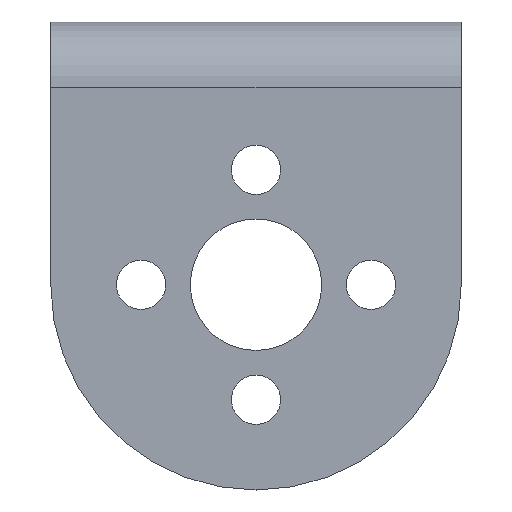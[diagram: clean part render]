
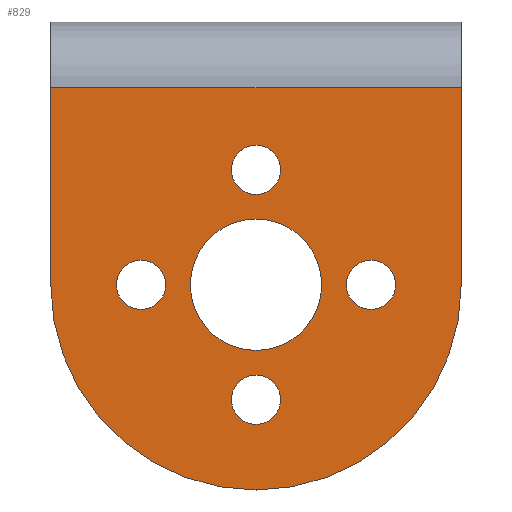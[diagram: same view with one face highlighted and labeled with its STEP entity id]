
A CAD part, front view. The second image highlights one B-rep face of the part: STEP entity #829.
In plain terms, the highlighted planar face has unit normal (0, -1, 0).
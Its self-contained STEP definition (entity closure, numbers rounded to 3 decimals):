
#26 = VERTEX_POINT ( 'NONE', #125 ) ;
#32 = LINE ( 'NONE', #189, #862 ) ;
#40 = VERTEX_POINT ( 'NONE', #752 ) ;
#48 = DIRECTION ( 'NONE',  ( 0., 0., 1. ) ) ;
#50 = AXIS2_PLACEMENT_3D ( 'NONE', #1085, #977, #441 ) ;
#54 = VERTEX_POINT ( 'NONE', #118 ) ;
#64 = DIRECTION ( 'NONE',  ( 0., 0., 1. ) ) ;
#73 = EDGE_CURVE ( 'NONE', #54, #115, #1038, .T. ) ;
#75 = DIRECTION ( 'NONE',  ( 0., 1., 0. ) ) ;
#76 = ORIENTED_EDGE ( 'NONE', *, *, #642, .T. ) ;
#99 = CARTESIAN_POINT ( 'NONE',  ( 0., -2., -16. ) ) ;
#100 = DIRECTION ( 'NONE',  ( 0., 1., 0. ) ) ;
#102 = CARTESIAN_POINT ( 'NONE',  ( -12.5, -2., -16. ) ) ;
#106 = VECTOR ( 'NONE', #366, 1000. ) ;
#108 = AXIS2_PLACEMENT_3D ( 'NONE', #1061, #1046, #1142 ) ;
#115 = VERTEX_POINT ( 'NONE', #857 ) ;
#118 = CARTESIAN_POINT ( 'NONE',  ( 12.5, -2., -16. ) ) ;
#125 = CARTESIAN_POINT ( 'NONE',  ( 0., -2., -20. ) ) ;
#131 = FACE_BOUND ( 'NONE', #225, .T. ) ;
#151 = EDGE_LOOP ( 'NONE', ( #76, #819 ) ) ;
#161 = DIRECTION ( 'NONE',  ( 0., 1., 0. ) ) ;
#162 = AXIS2_PLACEMENT_3D ( 'NONE', #1125, #1023, #1120 ) ;
#163 = CARTESIAN_POINT ( 'NONE',  ( 0., -2., -10.5 ) ) ;
#166 = CIRCLE ( 'NONE', #713, 1.5 ) ;
#173 = ORIENTED_EDGE ( 'NONE', *, *, #1154, .T. ) ;
#189 = CARTESIAN_POINT ( 'NONE',  ( 0., -2., -4. ) ) ;
#205 = CARTESIAN_POINT ( 'NONE',  ( 12.5, -2., -2. ) ) ;
#209 = CARTESIAN_POINT ( 'NONE',  ( 0., -2., -16. ) ) ;
#221 = CARTESIAN_POINT ( 'NONE',  ( 7., -2., -16. ) ) ;
#223 = FACE_BOUND ( 'NONE', #590, .T. ) ;
#225 = EDGE_LOOP ( 'NONE', ( #641, #173 ) ) ;
#231 = CARTESIAN_POINT ( 'NONE',  ( -12.5, -2., -4. ) ) ;
#237 = CARTESIAN_POINT ( 'NONE',  ( 0., -2., -16. ) ) ;
#246 = EDGE_CURVE ( 'NONE', #865, #375, #1095, .T. ) ;
#248 = CIRCLE ( 'NONE', #685, 1.5 ) ;
#255 = CARTESIAN_POINT ( 'NONE',  ( 0., -2., 0. ) ) ;
#268 = CARTESIAN_POINT ( 'NONE',  ( 0., -2., -7.5 ) ) ;
#279 = VERTEX_POINT ( 'NONE', #616 ) ;
#280 = CIRCLE ( 'NONE', #1159, 12.5 ) ;
#288 = DIRECTION ( 'NONE',  ( 1., 0., 0. ) ) ;
#299 = ORIENTED_EDGE ( 'NONE', *, *, #379, .F. ) ;
#301 = CARTESIAN_POINT ( 'NONE',  ( -7., -2., -17.5 ) ) ;
#303 = ORIENTED_EDGE ( 'NONE', *, *, #775, .T. ) ;
#318 = CIRCLE ( 'NONE', #774, 1.5 ) ;
#325 = DIRECTION ( 'NONE',  ( 0., 1., 0. ) ) ;
#334 = CIRCLE ( 'NONE', #532, 1.5 ) ;
#343 = VERTEX_POINT ( 'NONE', #892 ) ;
#357 = CIRCLE ( 'NONE', #50, 1.5 ) ;
#365 = DIRECTION ( 'NONE',  ( 0., 1., 0. ) ) ;
#366 = DIRECTION ( 'NONE',  ( 0., 0., -1. ) ) ;
#375 = VERTEX_POINT ( 'NONE', #301 ) ;
#378 = ORIENTED_EDGE ( 'NONE', *, *, #569, .F. ) ;
#379 = EDGE_CURVE ( 'NONE', #54, #525, #280, .T. ) ;
#404 = DIRECTION ( 'NONE',  ( 0., 0., 1. ) ) ;
#411 = ORIENTED_EDGE ( 'NONE', *, *, #744, .T. ) ;
#441 = DIRECTION ( 'NONE',  ( 0., 0., 1. ) ) ;
#442 = EDGE_CURVE ( 'NONE', #805, #1146, #1158, .T. ) ;
#446 = CARTESIAN_POINT ( 'NONE',  ( 0., -2., -9. ) ) ;
#477 = EDGE_CURVE ( 'NONE', #932, #525, #772, .T. ) ;
#525 = VERTEX_POINT ( 'NONE', #102 ) ;
#528 = DIRECTION ( 'NONE',  ( 0., 1., 0. ) ) ;
#532 = AXIS2_PLACEMENT_3D ( 'NONE', #786, #325, #64 ) ;
#551 = CIRCLE ( 'NONE', #844, 4. ) ;
#564 = DIRECTION ( 'NONE',  ( 0., 0., 1. ) ) ;
#569 = EDGE_CURVE ( 'NONE', #932, #115, #32, .T. ) ;
#590 = EDGE_LOOP ( 'NONE', ( #1161, #1101 ) ) ;
#592 = ORIENTED_EDGE ( 'NONE', *, *, #477, .T. ) ;
#616 = CARTESIAN_POINT ( 'NONE',  ( 7., -2., -14.5 ) ) ;
#623 = EDGE_LOOP ( 'NONE', ( #299, #934, #378, #592 ) ) ;
#633 = DIRECTION ( 'NONE',  ( 0., 0., 1. ) ) ;
#637 = FACE_BOUND ( 'NONE', #913, .T. ) ;
#641 = ORIENTED_EDGE ( 'NONE', *, *, #704, .T. ) ;
#642 = EDGE_CURVE ( 'NONE', #1146, #805, #746, .T. ) ;
#649 = CARTESIAN_POINT ( 'NONE',  ( -7., -2., -14.5 ) ) ;
#670 = ORIENTED_EDGE ( 'NONE', *, *, #246, .T. ) ;
#678 = EDGE_LOOP ( 'NONE', ( #992, #303 ) ) ;
#685 = AXIS2_PLACEMENT_3D ( 'NONE', #1077, #75, #1166 ) ;
#692 = FACE_OUTER_BOUND ( 'NONE', #623, .T. ) ;
#704 = EDGE_CURVE ( 'NONE', #343, #26, #879, .T. ) ;
#709 = DIRECTION ( 'NONE',  ( 0., 0., 1. ) ) ;
#713 = AXIS2_PLACEMENT_3D ( 'NONE', #446, #528, #633 ) ;
#719 = EDGE_CURVE ( 'NONE', #279, #40, #357, .T. ) ;
#744 = EDGE_CURVE ( 'NONE', #375, #865, #248, .T. ) ;
#746 = CIRCLE ( 'NONE', #162, 1.5 ) ;
#752 = CARTESIAN_POINT ( 'NONE',  ( 7., -2., -17.5 ) ) ;
#756 = AXIS2_PLACEMENT_3D ( 'NONE', #255, #100, #823 ) ;
#772 = LINE ( 'NONE', #1013, #106 ) ;
#774 = AXIS2_PLACEMENT_3D ( 'NONE', #221, #875, #1058 ) ;
#775 = EDGE_CURVE ( 'NONE', #1110, #1139, #166, .T. ) ;
#786 = CARTESIAN_POINT ( 'NONE',  ( 0., -2., -9. ) ) ;
#805 = VERTEX_POINT ( 'NONE', #900 ) ;
#809 = CARTESIAN_POINT ( 'NONE',  ( 0., -2., -21.5 ) ) ;
#819 = ORIENTED_EDGE ( 'NONE', *, *, #442, .T. ) ;
#823 = DIRECTION ( 'NONE',  ( 0., 0., 1. ) ) ;
#829 = ADVANCED_FACE ( 'NONE', ( #223, #637, #931, #1115, #131, #692 ), #1098, .F. ) ;
#834 = DIRECTION ( 'NONE',  ( 0., 1., 0. ) ) ;
#844 = AXIS2_PLACEMENT_3D ( 'NONE', #99, #365, #1011 ) ;
#857 = CARTESIAN_POINT ( 'NONE',  ( 12.5, -2., -4. ) ) ;
#862 = VECTOR ( 'NONE', #288, 1000. ) ;
#865 = VERTEX_POINT ( 'NONE', #649 ) ;
#869 = AXIS2_PLACEMENT_3D ( 'NONE', #1017, #834, #564 ) ;
#875 = DIRECTION ( 'NONE',  ( 0., 1., 0. ) ) ;
#879 = CIRCLE ( 'NONE', #1168, 4. ) ;
#892 = CARTESIAN_POINT ( 'NONE',  ( 0., -2., -12. ) ) ;
#900 = CARTESIAN_POINT ( 'NONE',  ( 0., -2., -24.5 ) ) ;
#913 = EDGE_LOOP ( 'NONE', ( #670, #411 ) ) ;
#931 = FACE_BOUND ( 'NONE', #151, .T. ) ;
#932 = VERTEX_POINT ( 'NONE', #231 ) ;
#934 = ORIENTED_EDGE ( 'NONE', *, *, #73, .T. ) ;
#977 = DIRECTION ( 'NONE',  ( 0., 1., 0. ) ) ;
#984 = EDGE_CURVE ( 'NONE', #40, #279, #318, .T. ) ;
#992 = ORIENTED_EDGE ( 'NONE', *, *, #1003, .T. ) ;
#1003 = EDGE_CURVE ( 'NONE', #1139, #1110, #334, .T. ) ;
#1011 = DIRECTION ( 'NONE',  ( 0., 0., 1. ) ) ;
#1013 = CARTESIAN_POINT ( 'NONE',  ( -12.5, -2., -28.5 ) ) ;
#1017 = CARTESIAN_POINT ( 'NONE',  ( 0., -2., -23. ) ) ;
#1023 = DIRECTION ( 'NONE',  ( 0., 1., 0. ) ) ;
#1038 = LINE ( 'NONE', #205, #1176 ) ;
#1046 = DIRECTION ( 'NONE',  ( 0., 1., 0. ) ) ;
#1058 = DIRECTION ( 'NONE',  ( 0., 0., 1. ) ) ;
#1061 = CARTESIAN_POINT ( 'NONE',  ( -7., -2., -16. ) ) ;
#1077 = CARTESIAN_POINT ( 'NONE',  ( -7., -2., -16. ) ) ;
#1085 = CARTESIAN_POINT ( 'NONE',  ( 7., -2., -16. ) ) ;
#1095 = CIRCLE ( 'NONE', #108, 1.5 ) ;
#1098 = PLANE ( 'NONE',  #756 ) ;
#1101 = ORIENTED_EDGE ( 'NONE', *, *, #984, .T. ) ;
#1110 = VERTEX_POINT ( 'NONE', #163 ) ;
#1115 = FACE_BOUND ( 'NONE', #678, .T. ) ;
#1120 = DIRECTION ( 'NONE',  ( 0., 0., 1. ) ) ;
#1125 = CARTESIAN_POINT ( 'NONE',  ( 0., -2., -23. ) ) ;
#1139 = VERTEX_POINT ( 'NONE', #268 ) ;
#1141 = DIRECTION ( 'NONE',  ( 0., 1., 0. ) ) ;
#1142 = DIRECTION ( 'NONE',  ( 0., 0., 1. ) ) ;
#1146 = VERTEX_POINT ( 'NONE', #809 ) ;
#1154 = EDGE_CURVE ( 'NONE', #26, #343, #551, .T. ) ;
#1158 = CIRCLE ( 'NONE', #869, 1.5 ) ;
#1159 = AXIS2_PLACEMENT_3D ( 'NONE', #209, #1141, #48 ) ;
#1161 = ORIENTED_EDGE ( 'NONE', *, *, #719, .T. ) ;
#1166 = DIRECTION ( 'NONE',  ( 0., 0., 1. ) ) ;
#1168 = AXIS2_PLACEMENT_3D ( 'NONE', #237, #161, #709 ) ;
#1176 = VECTOR ( 'NONE', #404, 1000. ) ;
